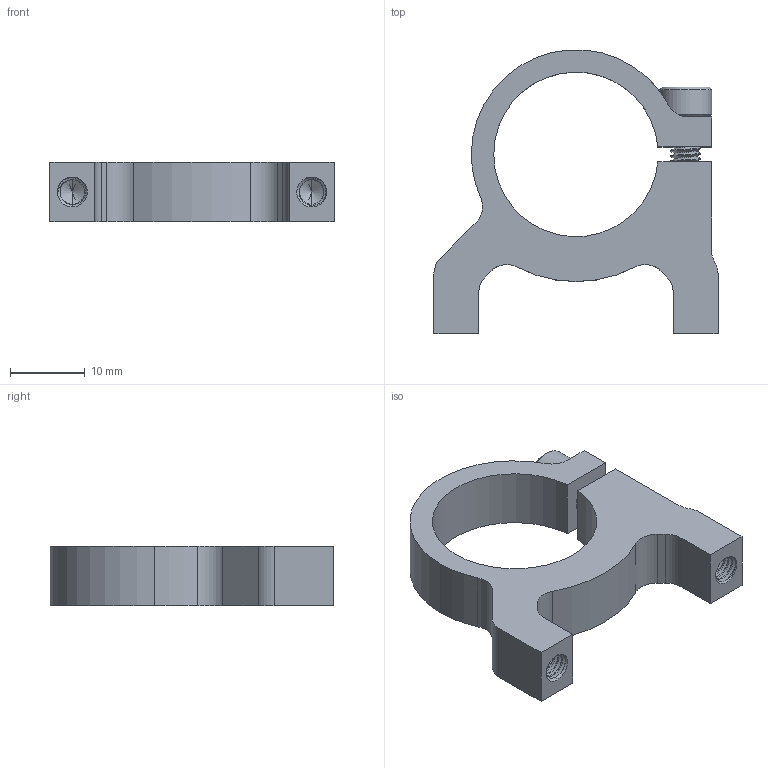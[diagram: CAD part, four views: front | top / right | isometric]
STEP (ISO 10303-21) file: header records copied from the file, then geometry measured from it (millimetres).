
FILE_DESCRIPTION (( 'STEP AP203' ), '1' );
FILE_NAME ('1400-0032-0022 assembly.STEP', '2017-04-20T20:14:48', ( '' ), ( '' ), 'SwSTEP 2.0', 'SolidWorks 2016', '' );
FILE_SCHEMA (( 'CONFIG_CONTROL_DESIGN' ));
Length unit declared in the file: inch
Products named in the file (3): 1400-0032-0022 assembly; 1400-0032-0022; 2800-0004-0010_90128A207
Assembly tree (2 placements, depth 2):
  1400-0032-0022 assembly
    1400-0032-0022
    2800-0004-0010_90128A207
Bounding box: 38 x 37.96 x 8 mm (x, y, z)
Volume: 4367.4 mm3; surface area: 3822.7 mm2
Topology: 2 solids, 2 shells, 268 faces, 758 edges, 493 vertices
Faces by surface type: cylinder 206, plane 29, cone 25, bspline 8
Entity records: 18119 total; most frequent: CARTESIAN_POINT 11993, ORIENTED_EDGE 1504, DIRECTION 978, EDGE_CURVE 752, VERTEX_POINT 493, AXIS2_PLACEMENT_3D 353, EDGE_LOOP 275, VECTOR 272
